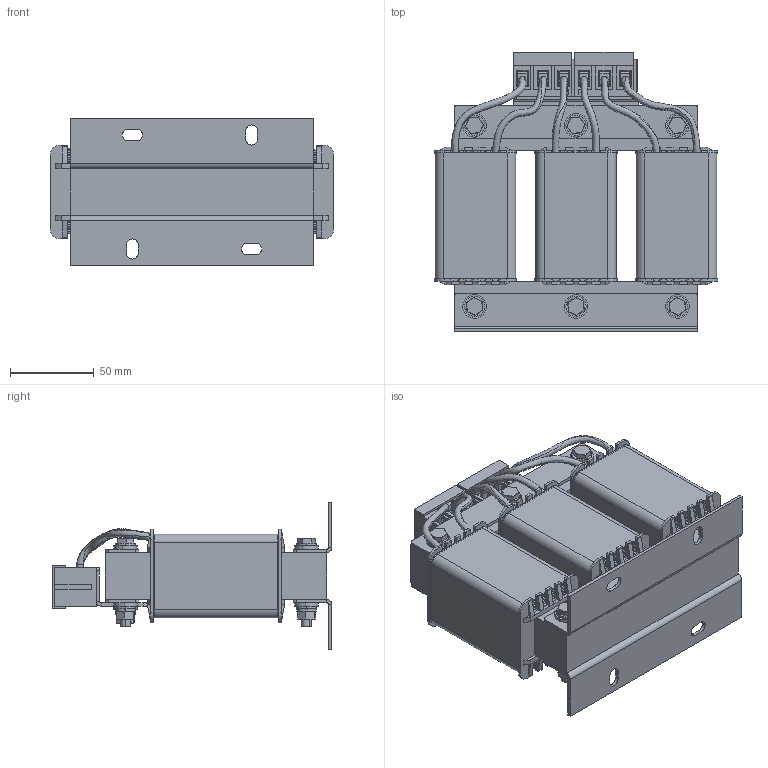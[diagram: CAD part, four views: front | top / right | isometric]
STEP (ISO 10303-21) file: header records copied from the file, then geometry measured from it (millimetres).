
FILE_DESCRIPTION (( 'STEP AP214' ), '1' );
FILE_NAME ('3D ìîäåëü ÐÌÒ-025-À.STEP', '2020-12-23T21:00:23', ( '' ), ( '' ), 'SwSTEP 2.0', 'SolidWorks 2015', '' );
FILE_SCHEMA (( 'AUTOMOTIVE_DESIGN' ));
Length unit declared in the file: millimetre
Products named in the file (22): Ãàéêà Ì6 DIN 934_ƒ ©ª  Œ6 DIN 934; 署赅 觌屐禧_00; Êàòóøêà â ñáîðå_00; Äåòàëü2^3D ìîäåëü ÐÌÒ-025-À_00; Äåòàëü1^3D ìîäåëü ÐÌÒ-025-À_00; Êëåììà_3õ12,5_00; ﾘ琺矜 6 DIN 125_丐ｩ｡ 6 DIN 125; Äåòàëü6^3D ìîäåëü ÐÌÒ-025-À_00; Øàéáà ïðóæèííàÿ 6 DIN 127_˜ ©¡  ¯àã¦¨­­ ï 6 DIN 127; 砑僔蠂縺_00; 3D ìîäåëü ÐÌÒ-025-À; Êðîíøòåéí äëÿ êëåììû_00; Äåòàëü4^3D ìîäåëü ÐÌÒ-025-À_00; 栫謱毿膻獥00; Âèíò Ì5õ50_00; Äåòàëü5^3D ìîäåëü ÐÌÒ-025-À_00; 忺覷齆趌00; Êðîíøòåéí óãëîâîé_00; Èçîëÿòîð_00; Øàéáà ïëàñòèêîâàÿ_00; Äåòàëü3^3D ìîäåëü ÐÌÒ-025-À_00
Assembly tree (64 placements, depth 3):
  3D ìîäåëü ÐÌÒ-025-À
    栫謱毿膻獥00
    Êàòóøêà â ñáîðå_00  x3
      忺覷齆趌00
      Èçîëÿòîð_00
    Êðîíøòåéí óãëîâîé_00  x2
    砑僔蠂縺_00  x2
    Øàéáà ïëàñòèêîâàÿ_00  x12
    Âèíò Ì5õ50_00  x6
    Êðîíøòåéí äëÿ êëåììû_00
    ﾘ琺矜 6 DIN 125_丐ｩ｡ 6 DIN 125  x12
    Øàéáà ïðóæèííàÿ 6 DIN 127_˜ ©¡  ¯àã¦¨­­ ï 6 DIN 127  x6
    Ãàéêà Ì6 DIN 934_ƒ ©ª  Œ6 DIN 934  x6
    Êëåììà_3õ12,5_00  x2
      Êëåììà_3õ12,5_00
      署赅 觌屐禧_00
    Äåòàëü1^3D ìîäåëü ÐÌÒ-025-À_00
    Äåòàëü2^3D ìîäåëü ÐÌÒ-025-À_00
    Äåòàëü3^3D ìîäåëü ÐÌÒ-025-À_00
    Äåòàëü4^3D ìîäåëü ÐÌÒ-025-À_00
    Äåòàëü5^3D ìîäåëü ÐÌÒ-025-À_00
    Äåòàëü6^3D ìîäåëü ÐÌÒ-025-À_00
Bounding box: 169 x 166.6 x 88 mm (x, y, z)
Volume: 874609.4 mm3; surface area: 289260.1 mm2
Topology: 115 solids, 115 shells, 2880 faces, 6960 edges, 4300 vertices
Faces by surface type: plane 1434, cylinder 1098, torus 204, cone 120, bspline 24
Entity records: 36821 total; most frequent: CARTESIAN_POINT 7177, DIRECTION 4663, ORIENTED_EDGE 4514, EDGE_CURVE 2257, AXIS2_PLACEMENT_3D 1596, VECTOR 1471, LINE 1471, VERTEX_POINT 1398
